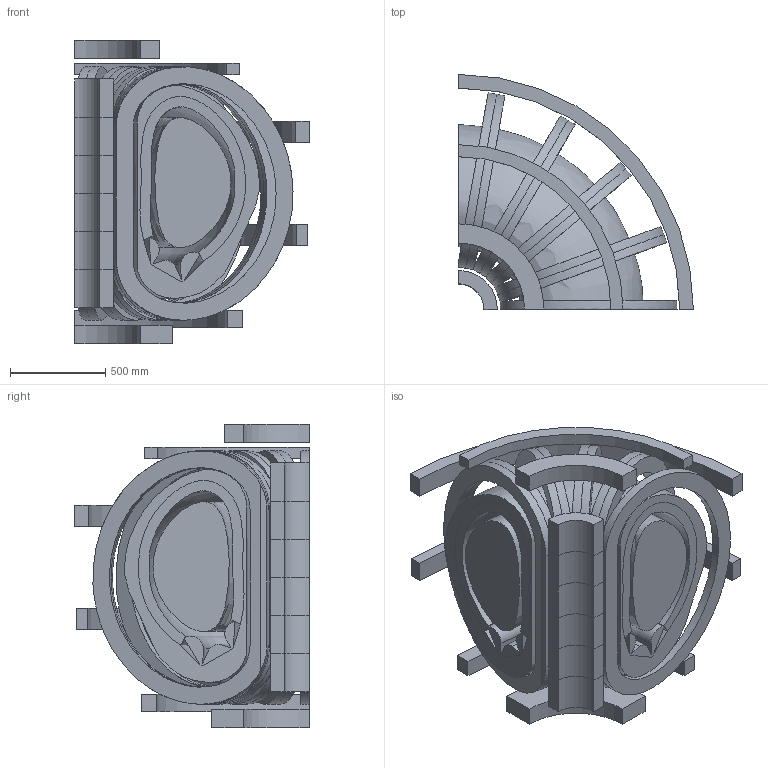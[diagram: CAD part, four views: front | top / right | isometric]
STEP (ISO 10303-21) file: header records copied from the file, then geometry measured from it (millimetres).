
FILE_DESCRIPTION(('Open CASCADE Model'),'2;1');
FILE_NAME('Open CASCADE Shape Model','2023-09-15T11:17:09',('Author'),( 'Open CASCADE'),'Open CASCADE STEP processor 7.7','Open CASCADE 7.7' ,'Unknown');
FILE_SCHEMA(('AUTOMOTIVE_DESIGN { 1 0 10303 214 1 1 1 1 }'));
Length unit declared in the file: millimetre
Products named in the file (35): reactor; f0154746-53b0-11ee-92c1-f271af7d9926; f0154746-53b0-11ee-92c1-f271af7d9926_part; f0194a8a-53b0-11ee-92c1-f271af7d9926; f0194a8a-53b0-11ee-92c1-f271af7d9926_part; f01cc5fc-53b0-11ee-92c1-f271af7d9926; f01cc5fc-53b0-11ee-92c1-f271af7d9926_part; f02029f4-53b0-11ee-92c1-f271af7d9926; f02029f4-53b0-11ee-92c1-f271af7d9926_part; f023ca8c-53b0-11ee-92c1-f271af7d9926; f023ca8c-53b0-11ee-92c1-f271af7d9926_part; f0273e24-53b0-11ee-92c1-f271af7d9926; f0273e24-53b0-11ee-92c1-f271af7d9926_part; f02ae43e-53b0-11ee-92c1-f271af7d9926; f02ae43e-53b0-11ee-92c1-f271af7d9926_part; f02e275c-53b0-11ee-92c1-f271af7d9926; f02e275c-53b0-11ee-92c1-f271af7d9926_part; f0317222-53b0-11ee-92c1-f271af7d9926; f0317222-53b0-11ee-92c1-f271af7d9926_part; f034a672-53b0-11ee-92c1-f271af7d9926; f034a672-53b0-11ee-92c1-f271af7d9926_part; f03800a6-53b0-11ee-92c1-f271af7d9926; f03800a6-53b0-11ee-92c1-f271af7d9926_part; f03b4db0-53b0-11ee-92c1-f271af7d9926; f03b4db0-53b0-11ee-92c1-f271af7d9926_part; f03ea1e0-53b0-11ee-92c1-f271af7d9926; f03ea1e0-53b0-11ee-92c1-f271af7d9926_part; f04980d8-53b0-11ee-92c1-f271af7d9926; f04980d8-53b0-11ee-92c1-f271af7d9926_part; f0a5e152-53b0-11ee-92c1-f271af7d9926; f0a5e152-53b0-11ee-92c1-f271af7d9926_part; f10c61c0-53b0-11ee-92c1-f271af7d9926; f10c61c0-53b0-11ee-92c1-f271af7d9926_part; 073f4610-53b1-11ee-92c1-f271af7d9926; 073f4610-53b1-11ee-92c1-f271af7d9926_part
Assembly tree (34 placements, depth 3):
  reactor
    f0154746-53b0-11ee-92c1-f271af7d9926
      f0154746-53b0-11ee-92c1-f271af7d9926_part
    f0194a8a-53b0-11ee-92c1-f271af7d9926
      f0194a8a-53b0-11ee-92c1-f271af7d9926_part
    f01cc5fc-53b0-11ee-92c1-f271af7d9926
      f01cc5fc-53b0-11ee-92c1-f271af7d9926_part
    f02029f4-53b0-11ee-92c1-f271af7d9926
      f02029f4-53b0-11ee-92c1-f271af7d9926_part
    f023ca8c-53b0-11ee-92c1-f271af7d9926
      f023ca8c-53b0-11ee-92c1-f271af7d9926_part
    f0273e24-53b0-11ee-92c1-f271af7d9926
      f0273e24-53b0-11ee-92c1-f271af7d9926_part
    f02ae43e-53b0-11ee-92c1-f271af7d9926
      f02ae43e-53b0-11ee-92c1-f271af7d9926_part
    f02e275c-53b0-11ee-92c1-f271af7d9926
      f02e275c-53b0-11ee-92c1-f271af7d9926_part
    f0317222-53b0-11ee-92c1-f271af7d9926
      f0317222-53b0-11ee-92c1-f271af7d9926_part
    f034a672-53b0-11ee-92c1-f271af7d9926
      f034a672-53b0-11ee-92c1-f271af7d9926_part
    f03800a6-53b0-11ee-92c1-f271af7d9926
      f03800a6-53b0-11ee-92c1-f271af7d9926_part
    f03b4db0-53b0-11ee-92c1-f271af7d9926
      f03b4db0-53b0-11ee-92c1-f271af7d9926_part
    f03ea1e0-53b0-11ee-92c1-f271af7d9926
      f03ea1e0-53b0-11ee-92c1-f271af7d9926_part
    f04980d8-53b0-11ee-92c1-f271af7d9926
      f04980d8-53b0-11ee-92c1-f271af7d9926_part
    f0a5e152-53b0-11ee-92c1-f271af7d9926
      f0a5e152-53b0-11ee-92c1-f271af7d9926_part
    f10c61c0-53b0-11ee-92c1-f271af7d9926
      f10c61c0-53b0-11ee-92c1-f271af7d9926_part
    073f4610-53b1-11ee-92c1-f271af7d9926
      073f4610-53b1-11ee-92c1-f271af7d9926_part
Bounding box: 1230.47 x 1230.47 x 1591.5 mm (x, y, z)
Volume: 671755648.7 mm3; surface area: 21401548.4 mm2
Topology: 17 solids, 17 shells, 143 faces, 311 edges, 202 vertices
Faces by surface type: plane 77, cylinder 24, extrusion 18, cone 16, revolution 5, torus 3
Entity records: 29722 total; most frequent: CARTESIAN_POINT 22653, DIRECTION 1199, VECTOR 674, LINE 656, ORIENTED_EDGE 622, PCURVE 622, DEFINITIONAL_REPRESENTATION 622, EDGE_CURVE 311
